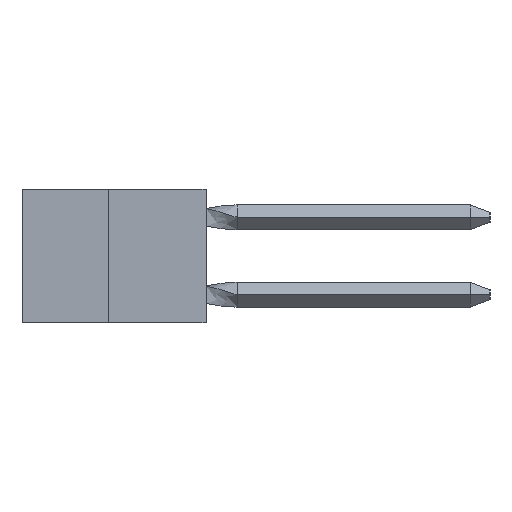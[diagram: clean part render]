
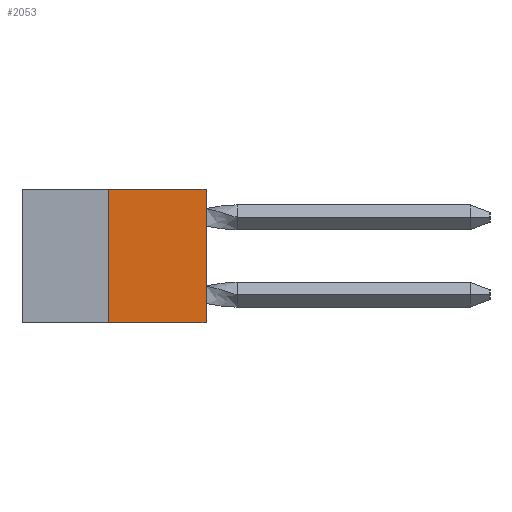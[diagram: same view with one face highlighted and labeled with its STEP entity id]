
A CAD part, left-side view. The second image highlights one B-rep face of the part: STEP entity #2053.
In plain terms, the highlighted planar face has unit normal (-1, 0, 0).
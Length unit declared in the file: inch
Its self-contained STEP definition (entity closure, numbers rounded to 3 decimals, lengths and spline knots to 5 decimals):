
#455 = VECTOR ( 'NONE', #4769, 39.37008 ) ;
#2053 = ADVANCED_FACE ( 'NONE', ( #20183 ), #2728, .F. ) ;
#2726 = AXIS2_PLACEMENT_3D ( 'NONE', #27628, #2939, #7588 ) ;
#2728 = PLANE ( 'NONE',  #2726 ) ;
#2939 = DIRECTION ( 'NONE',  ( 1., 0., 0. ) ) ;
#4025 = ORIENTED_EDGE ( 'NONE', *, *, #9112, .F. ) ;
#4339 = VERTEX_POINT ( 'NONE', #21881 ) ;
#4769 = DIRECTION ( 'NONE',  ( 0., -1., 0. ) ) ;
#5135 = VECTOR ( 'NONE', #7254, 39.37008 ) ;
#7194 = CARTESIAN_POINT ( 'NONE',  ( 0., 0.25, 0. ) ) ;
#7254 = DIRECTION ( 'NONE',  ( 0., -1., 0. ) ) ;
#7588 = DIRECTION ( 'NONE',  ( 0., 0., -1. ) ) ;
#8877 = VERTEX_POINT ( 'NONE', #9015 ) ;
#9015 = CARTESIAN_POINT ( 'NONE',  ( 0., 0., -0.343 ) ) ;
#9112 = EDGE_CURVE ( 'NONE', #12338, #29536, #20195, .T. ) ;
#10581 = CARTESIAN_POINT ( 'NONE',  ( 0., 0., 0. ) ) ;
#11564 = ORIENTED_EDGE ( 'NONE', *, *, #29161, .T. ) ;
#12338 = VERTEX_POINT ( 'NONE', #28346 ) ;
#12351 = CARTESIAN_POINT ( 'NONE',  ( 0., 0.473, 0. ) ) ;
#12781 = LINE ( 'NONE', #10581, #28662 ) ;
#13862 = ORIENTED_EDGE ( 'NONE', *, *, #29512, .T. ) ;
#15643 = CARTESIAN_POINT ( 'NONE',  ( 0., 0., 0. ) ) ;
#16859 = CARTESIAN_POINT ( 'NONE',  ( 0., 0.473, -0.343 ) ) ;
#16928 = DIRECTION ( 'NONE',  ( 0., 0., 1. ) ) ;
#17650 = LINE ( 'NONE', #7194, #20383 ) ;
#20183 = FACE_OUTER_BOUND ( 'NONE', #30198, .T. ) ;
#20195 = LINE ( 'NONE', #12351, #5135 ) ;
#20383 = VECTOR ( 'NONE', #16928, 39.37008 ) ;
#21881 = CARTESIAN_POINT ( 'NONE',  ( 0., 0.25, -0.343 ) ) ;
#25436 = DIRECTION ( 'NONE',  ( 0., 0., 1. ) ) ;
#27628 = CARTESIAN_POINT ( 'NONE',  ( 0., 0.473, 0. ) ) ;
#28346 = CARTESIAN_POINT ( 'NONE',  ( 0., 0.25, 0. ) ) ;
#28662 = VECTOR ( 'NONE', #25436, 39.37008 ) ;
#29161 = EDGE_CURVE ( 'NONE', #4339, #8877, #29470, .T. ) ;
#29379 = ORIENTED_EDGE ( 'NONE', *, *, #31598, .F. ) ;
#29470 = LINE ( 'NONE', #16859, #455 ) ;
#29512 = EDGE_CURVE ( 'NONE', #8877, #29536, #12781, .T. ) ;
#29536 = VERTEX_POINT ( 'NONE', #15643 ) ;
#30198 = EDGE_LOOP ( 'NONE', ( #4025, #29379, #11564, #13862 ) ) ;
#31598 = EDGE_CURVE ( 'NONE', #4339, #12338, #17650, .T. ) ;
